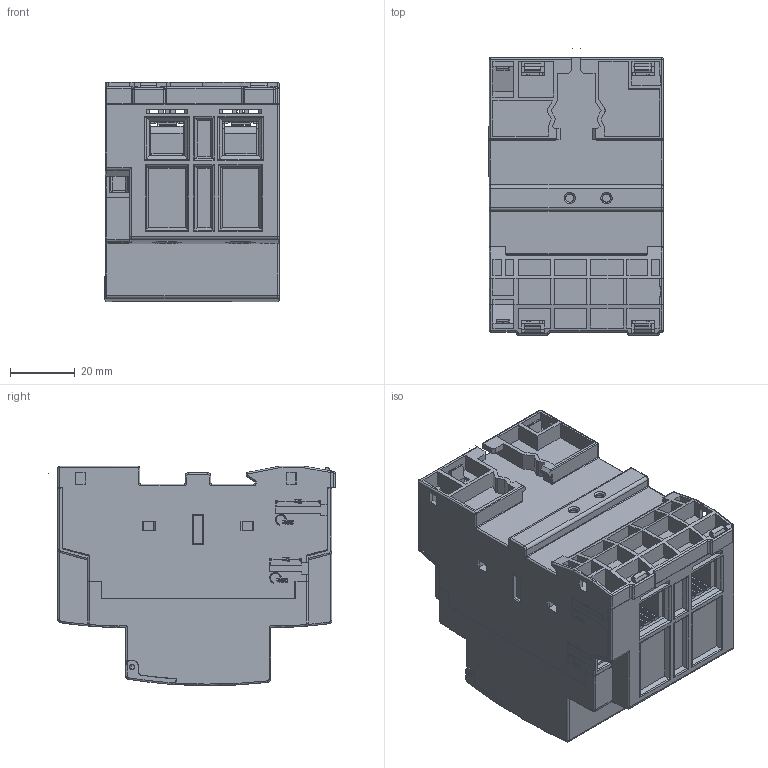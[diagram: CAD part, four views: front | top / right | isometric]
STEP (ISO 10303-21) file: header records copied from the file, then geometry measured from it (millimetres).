
FILE_DESCRIPTION((''),'2;1');
FILE_NAME('1002P_ASM','2023-03-06T',('Administrator'),(''),'PRO/ENGINEER BY PARAMETRIC TECHNOLOGY CORPORATION, 2015440','PRO/ENGINEER BY PARAMETRIC TECHNOLOGY CORPORATION, 2015440','');
FILE_SCHEMA(('CONFIG_CONTROL_DESIGN'));
Products named in the file (34): MANIFOLD_SOLID_BREP_9162_1; MANIFOLD_SOLID_BREP_9215_1; 8KSD_140_6001_2_AF1_2_1_1_ASM_1_ASM; 8KSD_024_6011_3_1_1_1_AF0; 5KSD_024_6006_2_ASM_5_ASM_1_AF0_ASM; 8KSD_557_6004_2_5_1_1_1_AF0; 5KSD_550_6008_2_ASM_2_ASM_1_AF0_ASM; 8KSD_557_6004_2_5_1_1_1_AF1; 5KSD_550_6008_2_ASM_2_ASM_1_AF1_ASM; 8KSD_557_6004_2_5_1_1_1_AF2; 5KSD_550_6008_2_ASM_2_ASM_1_AF2_ASM; 8KSD_557_6004_2_5_1_1_1_AF3; 5KSD_550_6008_2_ASM_2_ASM_1_AF3_ASM; 8KSD_516_6002_2_2_1_1_1_AF0; 8KSD_516_6003_2_2_1_1_1; 5KSD_520_6003_3_2_ASM_2_ASM_AF0_ASM; 5KSD_615_6006_3_2_ASM_3_ASM_AF0_ASM; 8KSD_315_6019_2-3_9_1_1_1_AF0; 5KSD_315_6003_6_2_ASM_4_ASM_AF0_ASM; 8KSD_110_6000_2_4_1_1_1; 8KSD_900_6004_2_3_1_1_1; 5KSD_850_6000_2_ASM_4_ASM_1_ASM_ASM; 8KSD_110_6000_2_1_1_1_AF0; 8KSD_900_6003_2_1_1_1_AF0; 5KSD_850_6000_ASM_2_ASM_1_A_AF0_ASM; 8KSD_110_6000_2_1_1_1_AF1; 8KSD_900_6003_2_1_1_1_AF1; 5KSD_850_6000_ASM_2_ASM_1_A_AF1_ASM; 2P-100A_ASM_5_ASM_1_ASM_1_A_AF0_ASM; 2P-100-6-28_ASM_1_ASM_1_AF0_ASM; 2P-100-6-28-1_ASM_1_AF0_ASM; 8KSD_315_3146; 8KSD_315_0007_2_1_1_1; 1002P_ASM
Assembly tree (36 placements, depth 7):
  1002P_ASM
    2P-100-6-28-1_ASM_1_AF0_ASM
      2P-100-6-28_ASM_1_ASM_1_AF0_ASM
        2P-100A_ASM_5_ASM_1_ASM_1_A_AF0_ASM
          5KSD_024_6006_2_ASM_5_ASM_1_AF0_ASM
            8KSD_140_6001_2_AF1_2_1_1_ASM_1_ASM
              MANIFOLD_SOLID_BREP_9162_1
              MANIFOLD_SOLID_BREP_9215_1
            8KSD_024_6011_3_1_1_1_AF0
          5KSD_550_6008_2_ASM_2_ASM_1_AF0_ASM
            8KSD_557_6004_2_5_1_1_1_AF0
          5KSD_550_6008_2_ASM_2_ASM_1_AF1_ASM
            8KSD_557_6004_2_5_1_1_1_AF1
          5KSD_550_6008_2_ASM_2_ASM_1_AF2_ASM
            8KSD_557_6004_2_5_1_1_1_AF2
          5KSD_550_6008_2_ASM_2_ASM_1_AF3_ASM
            8KSD_557_6004_2_5_1_1_1_AF3
          5KSD_615_6006_3_2_ASM_3_ASM_AF0_ASM
            5KSD_520_6003_3_2_ASM_2_ASM_AF0_ASM
              8KSD_516_6002_2_2_1_1_1_AF0
              8KSD_516_6003_2_2_1_1_1
          5KSD_315_6003_6_2_ASM_4_ASM_AF0_ASM
            8KSD_315_6019_2-3_9_1_1_1_AF0
          5KSD_850_6000_2_ASM_4_ASM_1_ASM_ASM  x4
            8KSD_110_6000_2_4_1_1_1
            8KSD_900_6004_2_3_1_1_1
          5KSD_850_6000_ASM_2_ASM_1_A_AF0_ASM
            8KSD_110_6000_2_1_1_1_AF0
            8KSD_900_6003_2_1_1_1_AF0
          5KSD_850_6000_ASM_2_ASM_1_A_AF1_ASM
            8KSD_110_6000_2_1_1_1_AF1
            8KSD_900_6003_2_1_1_1_AF1
    8KSD_315_3146
    8KSD_315_0007_2_1_1_1
Bounding box: 54.1 x 88.75 x 68 mm (x, y, z)
Volume: 69046.9 mm3; surface area: 93468.8 mm2
Topology: 24 solids, 41 shells, 3798 faces, 10573 edges, 6859 vertices
Faces by surface type: plane 2873, cylinder 716, bspline 78, torus 75, cone 42, sphere 14
Entity records: 111326 total; most frequent: CARTESIAN_POINT 24753, ORIENTED_EDGE 18624, DIRECTION 16786, EDGE_CURVE 9326, VECTOR 7600, LINE 7600, VERTEX_POINT 6097, AXIS2_PLACEMENT_3D 4593
